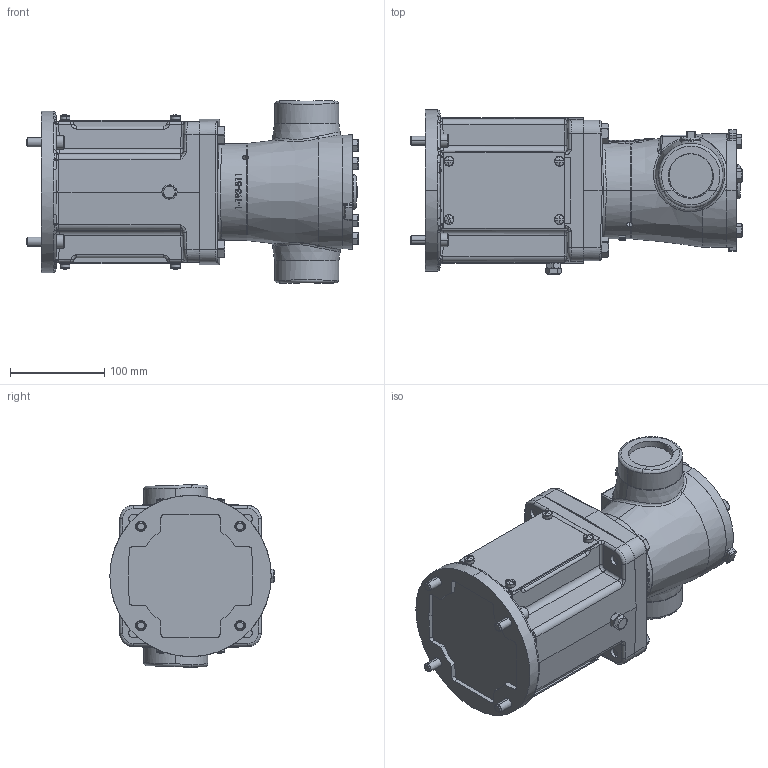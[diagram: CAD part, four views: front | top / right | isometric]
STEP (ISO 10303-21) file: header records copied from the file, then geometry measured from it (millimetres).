
FILE_DESCRIPTION (( 'STEP AP214' ), '1' );
FILE_NAME ('H495-M_(56C, 143-145TC).STEP', '2017-02-24T17:12:49', ( '' ), ( '' ), 'SwSTEP 2.0', 'SolidWorks 2016', '' );
FILE_SCHEMA (( 'AUTOMOTIVE_DESIGN' ));
Length unit declared in the file: inch
Products named in the file (2): H495-M_(56C, 143-145TC)
Bounding box: 352.93 x 174.62 x 193.99 mm (x, y, z)
Volume: 5313174.6 mm3; surface area: 282579.1 mm2
Topology: 1 solids, 6 shells, 1516 faces, 3681 edges, 2202 vertices
Faces by surface type: plane 446, bspline 382, cylinder 351, cone 164, sphere 97, torus 76
Entity records: 80253 total; most frequent: CARTESIAN_POINT 38044, ORIENTED_EDGE 7254, DIRECTION 5688, EDGE_CURVE 3627, AXIS2_PLACEMENT_3D 2240, VERTEX_POINT 2201, EDGE_LOOP 1604, ADVANCED_FACE 1516
